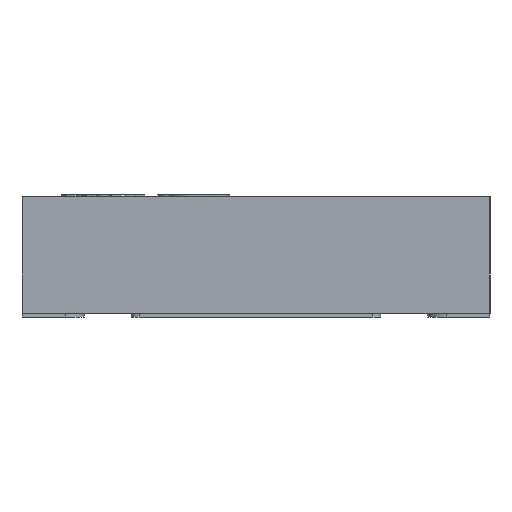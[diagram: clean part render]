
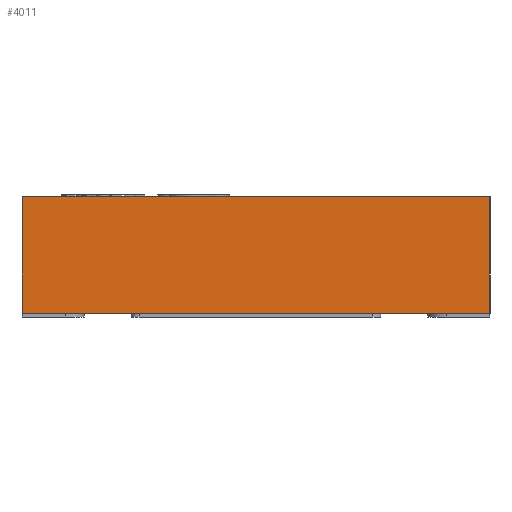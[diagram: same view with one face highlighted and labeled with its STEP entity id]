
A CAD part, left-side view. The second image highlights one B-rep face of the part: STEP entity #4011.
In plain terms, the highlighted planar face has unit normal (-1, 0, 0).
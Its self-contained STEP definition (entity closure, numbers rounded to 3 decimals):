
#474 = CARTESIAN_POINT ( 'NONE',  ( -1.5, -1.5, 0.775 ) ) ;
#1061 = EDGE_CURVE ( 'NONE', #4171, #6291, #14203, .T. ) ;
#1501 = DIRECTION ( 'NONE',  ( 0., -1., 0. ) ) ;
#1555 = ORIENTED_EDGE ( 'NONE', *, *, #1061, .T. ) ;
#2831 = VERTEX_POINT ( 'NONE', #10045 ) ;
#3176 = CARTESIAN_POINT ( 'NONE',  ( -1.5, -1.5, 0.775 ) ) ;
#3967 = EDGE_CURVE ( 'NONE', #2831, #6066, #21175, .T. ) ;
#4011 = ADVANCED_FACE ( 'NONE', ( #17619 ), #13920, .F. ) ;
#4171 = VERTEX_POINT ( 'NONE', #5129 ) ;
#4446 = ORIENTED_EDGE ( 'NONE', *, *, #11496, .F. ) ;
#4705 = CARTESIAN_POINT ( 'NONE',  ( -1.5, 1.5, 0.775 ) ) ;
#5129 = CARTESIAN_POINT ( 'NONE',  ( -1.5, 1.5, 0.025 ) ) ;
#6066 = VERTEX_POINT ( 'NONE', #3176 ) ;
#6291 = VERTEX_POINT ( 'NONE', #14818 ) ;
#7089 = LINE ( 'NONE', #23239, #13927 ) ;
#7811 = VECTOR ( 'NONE', #1501, 1000. ) ;
#8675 = EDGE_LOOP ( 'NONE', ( #1555, #4446, #10348, #18848 ) ) ;
#10045 = CARTESIAN_POINT ( 'NONE',  ( -1.5, 1.5, 0.775 ) ) ;
#10310 = AXIS2_PLACEMENT_3D ( 'NONE', #4705, #17148, #20834 ) ;
#10348 = ORIENTED_EDGE ( 'NONE', *, *, #3967, .F. ) ;
#10657 = CARTESIAN_POINT ( 'NONE',  ( -1.5, 1.5, 0.025 ) ) ;
#11157 = LINE ( 'NONE', #474, #23113 ) ;
#11496 = EDGE_CURVE ( 'NONE', #6066, #6291, #11157, .T. ) ;
#13575 = DIRECTION ( 'NONE',  ( 0., -1., 0. ) ) ;
#13920 = PLANE ( 'NONE',  #10310 ) ;
#13927 = VECTOR ( 'NONE', #21563, 1000. ) ;
#14203 = LINE ( 'NONE', #10657, #7811 ) ;
#14818 = CARTESIAN_POINT ( 'NONE',  ( -1.5, -1.5, 0.025 ) ) ;
#15653 = EDGE_CURVE ( 'NONE', #2831, #4171, #7089, .T. ) ;
#17148 = DIRECTION ( 'NONE',  ( 1., 0., 0. ) ) ;
#17269 = CARTESIAN_POINT ( 'NONE',  ( -1.5, 1.5, 0.775 ) ) ;
#17491 = VECTOR ( 'NONE', #13575, 1000. ) ;
#17619 = FACE_OUTER_BOUND ( 'NONE', #8675, .T. ) ;
#18537 = DIRECTION ( 'NONE',  ( 0., 0., -1. ) ) ;
#18848 = ORIENTED_EDGE ( 'NONE', *, *, #15653, .T. ) ;
#20834 = DIRECTION ( 'NONE',  ( 0., 1., 0. ) ) ;
#21175 = LINE ( 'NONE', #17269, #17491 ) ;
#21563 = DIRECTION ( 'NONE',  ( 0., 0., -1. ) ) ;
#23113 = VECTOR ( 'NONE', #18537, 1000. ) ;
#23239 = CARTESIAN_POINT ( 'NONE',  ( -1.5, 1.5, 0.775 ) ) ;
